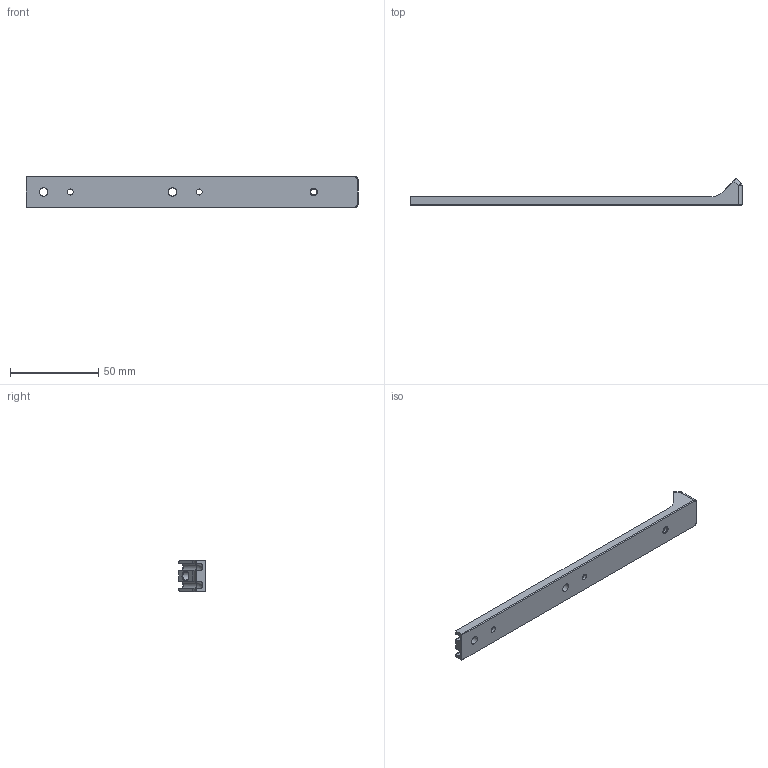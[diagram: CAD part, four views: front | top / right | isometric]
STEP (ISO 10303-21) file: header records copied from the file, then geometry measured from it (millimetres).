
FILE_DESCRIPTION(/* description */ ('','CAx-IF Rec.Pracs.---Representation and Presentation of Product Manufacturing Information (PMI)---4.0---2014-10-13'),/* implementation_level */ '2;1');
FILE_NAME(/* name */ '',/* time_stamp */ '2025-02-06T12:36:12+03:00',/* author */ (''),/* organization */ (''),/* preprocessor_version */ 'ST-DEVELOPER v20',/* originating_system */ 'Autodesk Translation Framework v13.20.0.188',/* authorisation */ '');
FILE_SCHEMA (('AP242_MANAGED_MODEL_BASED_3D_ENGINEERING_MIM_LF { 1 0 10303 442 1 1 4 }'));
Length unit declared in the file: millimetre
Products named in the file (1): Pipe and Cable Holder Bottom Front
Bounding box: 188 x 15.25 x 18 mm (x, y, z)
Volume: 12882.7 mm3; surface area: 11631.9 mm2
Topology: 1 solids, 1 shells, 64 faces, 153 edges, 93 vertices
Faces by surface type: cylinder 29, plane 22, torus 6, cone 5, sphere 2
Full cylindrical faces by diameter (mm): 3.4 x3, 4.7 x3, 6 x3
Entity records: 1984 total; most frequent: CARTESIAN_POINT 397, DIRECTION 345, ORIENTED_EDGE 306, EDGE_CURVE 153, AXIS2_PLACEMENT_3D 136, VERTEX_POINT 93, EDGE_LOOP 78, LINE 73
